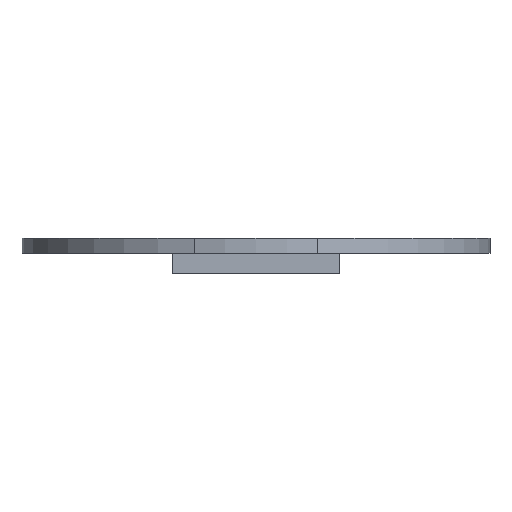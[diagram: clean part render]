
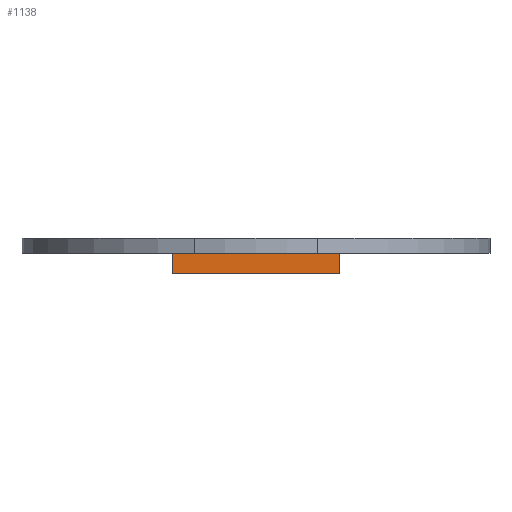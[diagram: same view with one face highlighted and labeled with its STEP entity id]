
A CAD part, left-side view. The second image highlights one B-rep face of the part: STEP entity #1138.
In plain terms, the highlighted planar face has unit normal (-1, 0, 0).
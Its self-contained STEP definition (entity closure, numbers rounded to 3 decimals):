
#84=FACE_OUTER_BOUND('',#141,.T.);
#141=EDGE_LOOP('',(#840,#841,#842,#843));
#250=LINE('',#1676,#393);
#258=LINE('',#1691,#401);
#259=LINE('',#1693,#402);
#260=LINE('',#1694,#403);
#393=VECTOR('',#1372,10.);
#401=VECTOR('',#1384,10.);
#402=VECTOR('',#1387,10.);
#403=VECTOR('',#1388,10.);
#523=VERTEX_POINT('',#1672);
#525=VERTEX_POINT('',#1675);
#529=VERTEX_POINT('',#1687);
#530=VERTEX_POINT('',#1689);
#650=EDGE_CURVE('',#523,#525,#250,.T.);
#658=EDGE_CURVE('',#529,#530,#258,.T.);
#659=EDGE_CURVE('',#529,#523,#259,.T.);
#660=EDGE_CURVE('',#525,#530,#260,.T.);
#840=ORIENTED_EDGE('',*,*,#659,.F.);
#841=ORIENTED_EDGE('',*,*,#658,.T.);
#842=ORIENTED_EDGE('',*,*,#660,.F.);
#843=ORIENTED_EDGE('',*,*,#650,.F.);
#1085=PLANE('',#1217);
#1138=ADVANCED_FACE('',(#84),#1085,.T.);
#1217=AXIS2_PLACEMENT_3D('',#1692,#1385,#1386);
#1372=DIRECTION('',(0.,0.,-1.));
#1384=DIRECTION('',(0.,0.,-1.));
#1385=DIRECTION('center_axis',(-1.,0.,0.));
#1386=DIRECTION('ref_axis',(0.,1.,0.));
#1387=DIRECTION('',(0.,-1.,0.));
#1388=DIRECTION('',(0.,1.,0.));
#1672=CARTESIAN_POINT('',(-36.3,-8.25,0.));
#1675=CARTESIAN_POINT('',(-36.3,-8.25,-2.));
#1676=CARTESIAN_POINT('',(-36.3,-8.25,0.));
#1687=CARTESIAN_POINT('',(-36.3,8.25,0.));
#1689=CARTESIAN_POINT('',(-36.3,8.25,-2.));
#1691=CARTESIAN_POINT('',(-36.3,8.25,0.));
#1692=CARTESIAN_POINT('Origin',(-36.3,-8.25,0.));
#1693=CARTESIAN_POINT('',(-36.3,-4.125,0.));
#1694=CARTESIAN_POINT('',(-36.3,-8.25,-2.));
